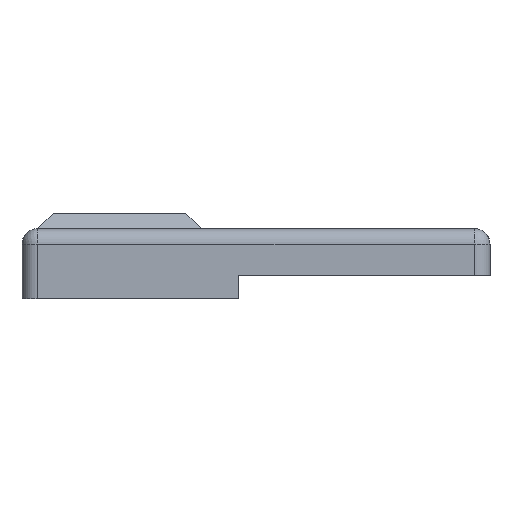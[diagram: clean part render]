
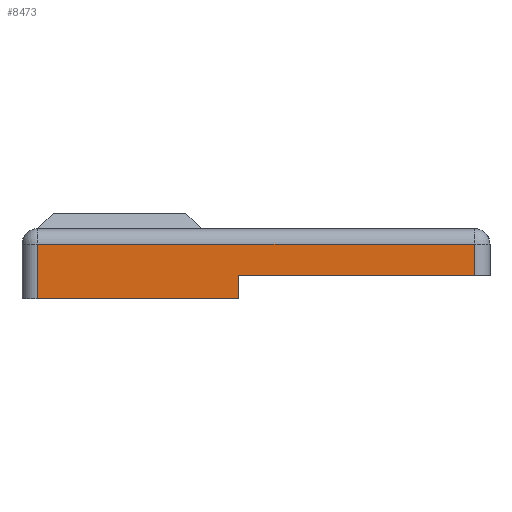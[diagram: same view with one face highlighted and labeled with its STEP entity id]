
A CAD part, left-side view. The second image highlights one B-rep face of the part: STEP entity #8473.
In plain terms, the highlighted planar face has unit normal (-1, 0, 0).
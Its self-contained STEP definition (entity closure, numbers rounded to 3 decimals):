
#1322=FACE_OUTER_BOUND('',#1798,.T.);
#1798=EDGE_LOOP('',(#7744,#7745,#7746,#7747,#7748,#7749));
#1857=LINE('',#10131,#2555);
#1878=LINE('',#10182,#2576);
#2494=LINE('',#14762,#3192);
#2497=LINE('',#14788,#3195);
#2498=LINE('',#14789,#3196);
#2499=LINE('',#14790,#3197);
#2555=VECTOR('',#8850,10.);
#2576=VECTOR('',#8887,10.);
#3192=VECTOR('',#9915,10.);
#3195=VECTOR('',#9956,10.);
#3196=VECTOR('',#9957,10.);
#3197=VECTOR('',#9958,10.);
#3252=VERTEX_POINT('',#10128);
#3253=VERTEX_POINT('',#10130);
#3274=VERTEX_POINT('',#10179);
#3275=VERTEX_POINT('',#10181);
#4056=VERTEX_POINT('',#14759);
#4057=VERTEX_POINT('',#14761);
#4099=EDGE_CURVE('',#3253,#3252,#1857,.T.);
#4125=EDGE_CURVE('',#3275,#3274,#1878,.T.);
#5291=EDGE_CURVE('',#4056,#4057,#2494,.T.);
#5305=EDGE_CURVE('',#3253,#4056,#2497,.T.);
#5306=EDGE_CURVE('',#3275,#3252,#2498,.T.);
#5307=EDGE_CURVE('',#4057,#3274,#2499,.T.);
#7744=ORIENTED_EDGE('',*,*,#5291,.F.);
#7745=ORIENTED_EDGE('',*,*,#5305,.F.);
#7746=ORIENTED_EDGE('',*,*,#4099,.T.);
#7747=ORIENTED_EDGE('',*,*,#5306,.F.);
#7748=ORIENTED_EDGE('',*,*,#4125,.T.);
#7749=ORIENTED_EDGE('',*,*,#5307,.F.);
#8027=PLANE('',#8757);
#8473=ADVANCED_FACE('',(#1322),#8027,.T.);
#8757=AXIS2_PLACEMENT_3D('',#14787,#9954,#9955);
#8850=DIRECTION('',(0.,-1.,0.));
#8887=DIRECTION('',(0.,-1.,0.));
#9915=DIRECTION('',(0.,-1.,0.));
#9954=DIRECTION('center_axis',(-1.,0.,0.));
#9955=DIRECTION('ref_axis',(0.,-1.,0.));
#9956=DIRECTION('',(0.,0.,1.));
#9957=DIRECTION('',(0.,0.,-1.));
#9958=DIRECTION('',(0.,0.,-1.));
#10128=CARTESIAN_POINT('',(-8.,26.2,12.));
#10130=CARTESIAN_POINT('',(-8.,52.,12.));
#10131=CARTESIAN_POINT('',(-8.,54.,12.));
#10179=CARTESIAN_POINT('',(-8.,-3.992,15.));
#10181=CARTESIAN_POINT('',(-8.,26.2,15.));
#10182=CARTESIAN_POINT('',(-8.,54.,15.));
#14759=CARTESIAN_POINT('',(-8.,52.,19.));
#14761=CARTESIAN_POINT('',(-8.,-3.992,19.));
#14762=CARTESIAN_POINT('',(-8.,39.,19.));
#14787=CARTESIAN_POINT('Origin',(-8.,54.,15.));
#14788=CARTESIAN_POINT('',(-8.,52.,15.));
#14789=CARTESIAN_POINT('',(-8.,26.2,15.));
#14790=CARTESIAN_POINT('',(-8.,-3.992,15.));
